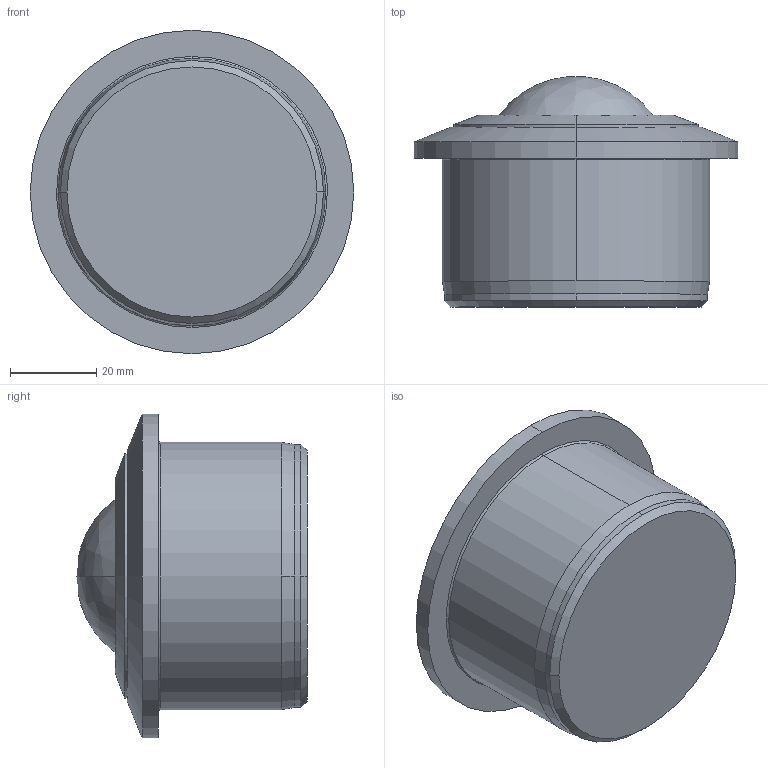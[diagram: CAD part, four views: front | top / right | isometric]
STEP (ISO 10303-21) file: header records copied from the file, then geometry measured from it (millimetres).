
FILE_DESCRIPTION (( 'STEP AP214' ), '1' );
FILE_NAME ('0017517.step', '2020-11-27T13:49:08', ( '' ), ( '' ), 'SwSTEP 2.0', 'SolidWorks 2018', '' );
FILE_SCHEMA (( 'AUTOMOTIVE_DESIGN' ));
Length unit declared in the file: millimetre
Products named in the file (1): 0017517
Bounding box: 75 x 53.42 x 75 mm (x, y, z)
Volume: 143095.9 mm3; surface area: 16780.5 mm2
Topology: 1 solids, 1 shells, 27 faces, 57 edges, 36 vertices
Faces by surface type: cylinder 10, cone 8, plane 5, bspline 4
Entity records: 1126 total; most frequent: CARTESIAN_POINT 499, DIRECTION 136, ORIENTED_EDGE 114, AXIS2_PLACEMENT_3D 59, EDGE_CURVE 57, VERTEX_POINT 36, CIRCLE 35, EDGE_LOOP 31
